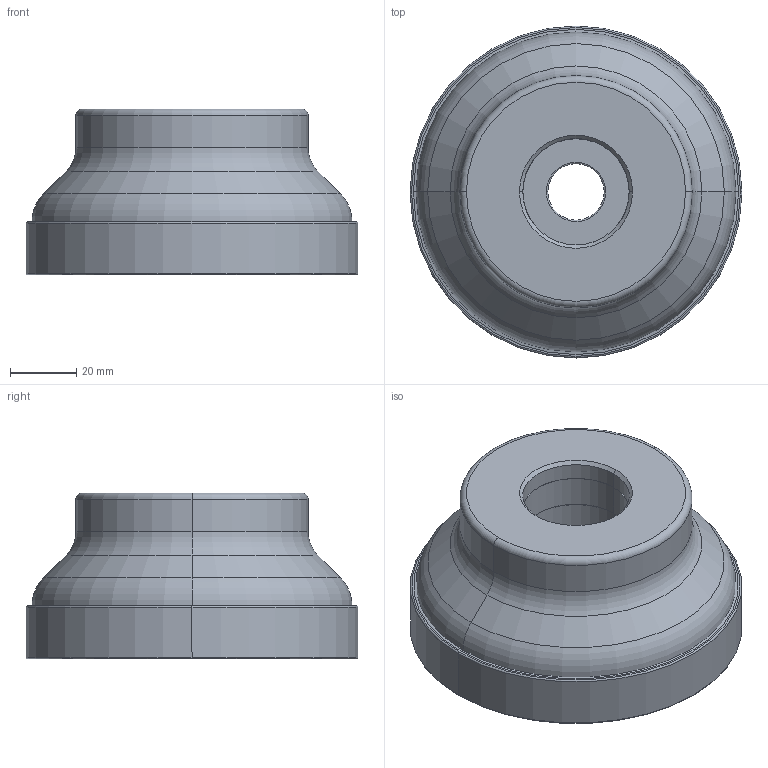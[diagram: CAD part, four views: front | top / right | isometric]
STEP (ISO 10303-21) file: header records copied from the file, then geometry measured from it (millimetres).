
FILE_DESCRIPTION(/* description */ (''),/* implementation_level */ '2;1');
FILE_NAME(/* name */ 'APX4000-100A08RA_MR0_4.stp',/* time_stamp */ '2021-09-08T11:44:26+09:00',/* author */ (''),/* organization */ (''),/* preprocessor_version */ 'ST-DEVELOPER v16',/* originating_system */ 'SIEMENS PLM Software NX 10.0',/* authorisation */ '');
FILE_SCHEMA (('AUTOMOTIVE_DESIGN { 1 0 10303 214 3 1 1 1 }'));
Length unit declared in the file: millimetre
Products named in the file (1): APX4000-100A08RA_MR0_4_ASM
Bounding box: 100 x 100 x 50 mm (x, y, z)
Volume: 279845.2 mm3; surface area: 43208.6 mm2
Topology: 2 solids, 2 shells, 90 faces, 210 edges, 147 vertices
Faces by surface type: cone 34, torus 32, cylinder 16, plane 6, bspline 2
Entity records: 2800 total; most frequent: DIRECTION 556, CARTESIAN_POINT 482, ORIENTED_EDGE 384, AXIS2_PLACEMENT_3D 248, EDGE_CURVE 192, CIRCLE 149, VERTEX_POINT 108, EDGE_LOOP 96
